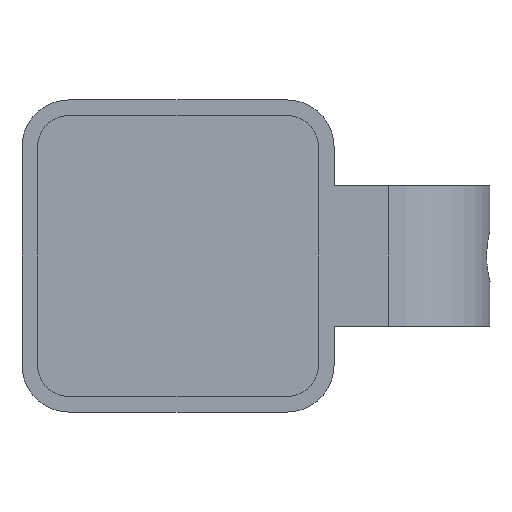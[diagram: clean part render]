
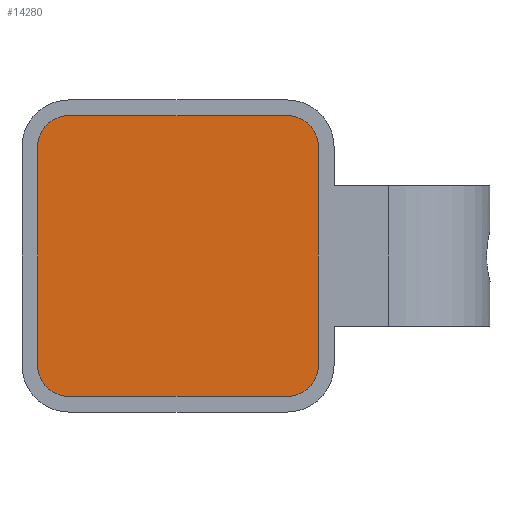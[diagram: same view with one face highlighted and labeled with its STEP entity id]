
A CAD part, left-side view. The second image highlights one B-rep face of the part: STEP entity #14280.
In plain terms, the highlighted planar face has unit normal (-1, 0, 0).
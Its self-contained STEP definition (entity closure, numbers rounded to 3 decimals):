
#13530=CARTESIAN_POINT('',(-1.,23.75,25.));
#13540=DIRECTION('',(-1.,0.,0.));
#13550=DIRECTION('',(0.,0.,1.));
#13560=AXIS2_PLACEMENT_3D('',#13530,#13540,#13550);
#13570=PLANE('',#13560);
#13580=CARTESIAN_POINT('',(-1.,33.,18.));
#13590=DIRECTION('',(1.,0.,0.));
#13600=DIRECTION('',(0.,0.,-1.));
#13610=AXIS2_PLACEMENT_3D('',#13580,#13590,#13600);
#13620=CIRCLE('',#13610,2.);
#13630=CARTESIAN_POINT('',(-1.,33.,16.));
#13640=VERTEX_POINT('',#13630);
#13650=CARTESIAN_POINT('',(-1.,35.,18.));
#13660=VERTEX_POINT('',#13650);
#13670=EDGE_CURVE('',#13640,#13660,#13620,.T.);
#13680=ORIENTED_EDGE('',*,*,#13670,.F.);
#13690=CARTESIAN_POINT('',(-1.,35.,25.));
#13700=DIRECTION('',(0.,0.,1.));
#13710=VECTOR('',#13700,1.);
#13720=LINE('',#13690,#13710);
#13730=CARTESIAN_POINT('',(-1.,35.,32.));
#13740=VERTEX_POINT('',#13730);
#13750=EDGE_CURVE('',#13660,#13740,#13720,.T.);
#13760=ORIENTED_EDGE('',*,*,#13750,.F.);
#13770=CARTESIAN_POINT('',(-1.,33.,32.));
#13780=DIRECTION('',(1.,0.,0.));
#13790=DIRECTION('',(0.,0.,-1.));
#13800=AXIS2_PLACEMENT_3D('',#13770,#13780,#13790);
#13810=CIRCLE('',#13800,2.);
#13820=CARTESIAN_POINT('',(-1.,33.,34.));
#13830=VERTEX_POINT('',#13820);
#13840=EDGE_CURVE('',#13740,#13830,#13810,.T.);
#13850=ORIENTED_EDGE('',*,*,#13840,.F.);
#13860=CARTESIAN_POINT('',(-1.,23.75,34.));
#13870=DIRECTION('',(0.,1.,0.));
#13880=VECTOR('',#13870,1.);
#13890=LINE('',#13860,#13880);
#13900=CARTESIAN_POINT('',(-1.,19.,34.));
#13910=VERTEX_POINT('',#13900);
#13920=EDGE_CURVE('',#13910,#13830,#13890,.T.);
#13930=ORIENTED_EDGE('',*,*,#13920,.T.);
#13940=CARTESIAN_POINT('',(-1.,19.,32.));
#13950=DIRECTION('',(1.,0.,0.));
#13960=DIRECTION('',(0.,0.,-1.));
#13970=AXIS2_PLACEMENT_3D('',#13940,#13950,#13960);
#13980=CIRCLE('',#13970,2.);
#13990=CARTESIAN_POINT('',(-1.,17.,32.));
#14000=VERTEX_POINT('',#13990);
#14010=EDGE_CURVE('',#13910,#14000,#13980,.T.);
#14020=ORIENTED_EDGE('',*,*,#14010,.F.);
#14030=CARTESIAN_POINT('',(-1.,17.,25.));
#14040=DIRECTION('',(0.,0.,-1.));
#14050=VECTOR('',#14040,1.);
#14060=LINE('',#14030,#14050);
#14070=CARTESIAN_POINT('',(-1.,17.,18.));
#14080=VERTEX_POINT('',#14070);
#14090=EDGE_CURVE('',#14000,#14080,#14060,.T.);
#14100=ORIENTED_EDGE('',*,*,#14090,.F.);
#14110=CARTESIAN_POINT('',(-1.,19.,18.));
#14120=DIRECTION('',(-1.,0.,0.));
#14130=DIRECTION('',(0.,0.,1.));
#14140=AXIS2_PLACEMENT_3D('',#14110,#14120,#14130);
#14150=CIRCLE('',#14140,2.);
#14160=CARTESIAN_POINT('',(-1.,19.,16.));
#14170=VERTEX_POINT('',#14160);
#14180=EDGE_CURVE('',#14170,#14080,#14150,.T.);
#14190=ORIENTED_EDGE('',*,*,#14180,.T.);
#14200=CARTESIAN_POINT('',(-1.,23.75,16.));
#14210=DIRECTION('',(0.,1.,0.));
#14220=VECTOR('',#14210,1.);
#14230=LINE('',#14200,#14220);
#14240=EDGE_CURVE('',#14170,#13640,#14230,.T.);
#14250=ORIENTED_EDGE('',*,*,#14240,.F.);
#14260=EDGE_LOOP('',(#14250,#14190,#14100,#14020,#13930,#13850,#13760,
#13680));
#14270=FACE_OUTER_BOUND('',#14260,.T.);
#14280=ADVANCED_FACE('',(#14270),#13570,.T.);
